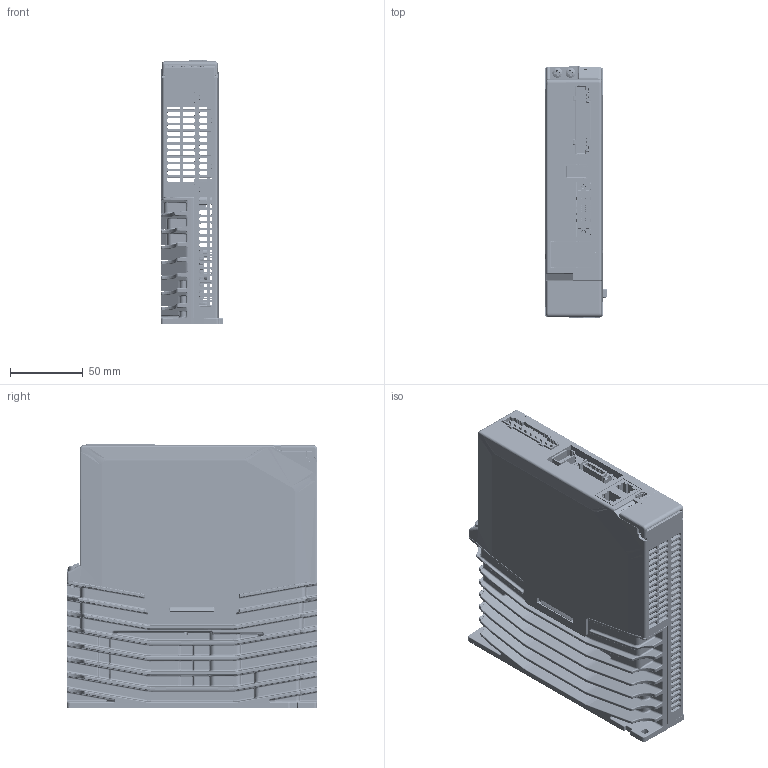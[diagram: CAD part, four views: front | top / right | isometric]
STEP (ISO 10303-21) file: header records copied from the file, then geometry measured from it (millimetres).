
FILE_DESCRIPTION (( 'STEP AP203' ), '1' );
FILE_NAME ('A½á¹¹PN.STEP', '2022-04-01T01:13:22', ( '' ), ( '' ), 'SwSTEP 2.0', 'SolidWorks 2018', '' );
FILE_SCHEMA (( 'CONFIG_CONTROL_DESIGN' ));
Length unit declared in the file: millimetre
Products named in the file (2): A賦凳PN
Bounding box: 43 x 172 x 181 mm (x, y, z)
Volume: 345577.2 mm3; surface area: 284667.5 mm2
Topology: 45 solids, 116 shells, 9936 faces, 26018 edges, 16499 vertices
Faces by surface type: plane 6127, cylinder 1912, bspline 1285, cone 492, torus 78, sphere 42
Entity records: 374228 total; most frequent: CARTESIAN_POINT 144031, ORIENTED_EDGE 51702, DIRECTION 41129, EDGE_CURVE 25851, LINE 17579, VECTOR 17579, VERTEX_POINT 16496, AXIS2_PLACEMENT_3D 11775
